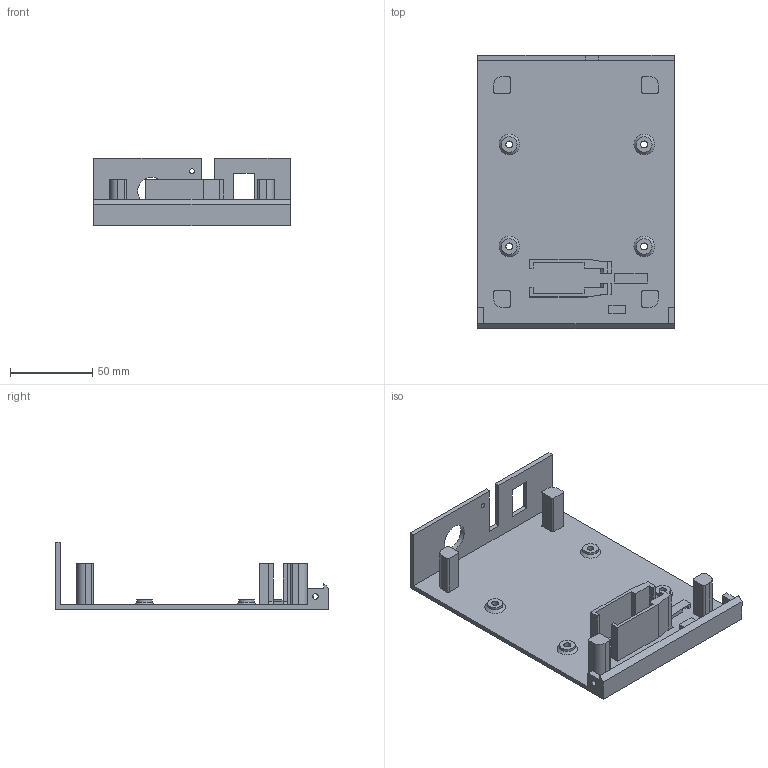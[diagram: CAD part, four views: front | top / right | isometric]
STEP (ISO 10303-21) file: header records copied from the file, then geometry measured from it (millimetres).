
FILE_DESCRIPTION(/* description */ (''),/* implementation_level */ '2;1');
FILE_NAME(/* name */ 'Controller Box-Boden.step',/* time_stamp */ '2024-03-12T17:19:40+01:00',/* author */ (''),/* organization */ (''),/* preprocessor_version */ 'ST-DEVELOPER v20',/* originating_system */ 'Autodesk Translation Framework v12.20.1.177',/* authorisation */ '');
FILE_SCHEMA (('AUTOMOTIVE_DESIGN { 1 0 10303 214 3 1 1 }'));
Length unit declared in the file: millimetre
Products named in the file (1): Controller Box-Boden
Bounding box: 119.4 x 166 x 41 mm (x, y, z)
Volume: 93736.8 mm3; surface area: 63592.3 mm2
Topology: 1 solids, 1 shells, 127 faces, 338 edges, 224 vertices
Faces by surface type: plane 95, cylinder 28, cone 4
Full cylindrical faces by diameter (mm): 3 x1, 3.4 x2, 4.2 x4, 9.5 x4, 17 x1
Entity records: 4004 total; most frequent: CARTESIAN_POINT 690, ORIENTED_EDGE 676, DIRECTION 654, EDGE_CURVE 338, LINE 278, VECTOR 278, VERTEX_POINT 224, AXIS2_PLACEMENT_3D 188
